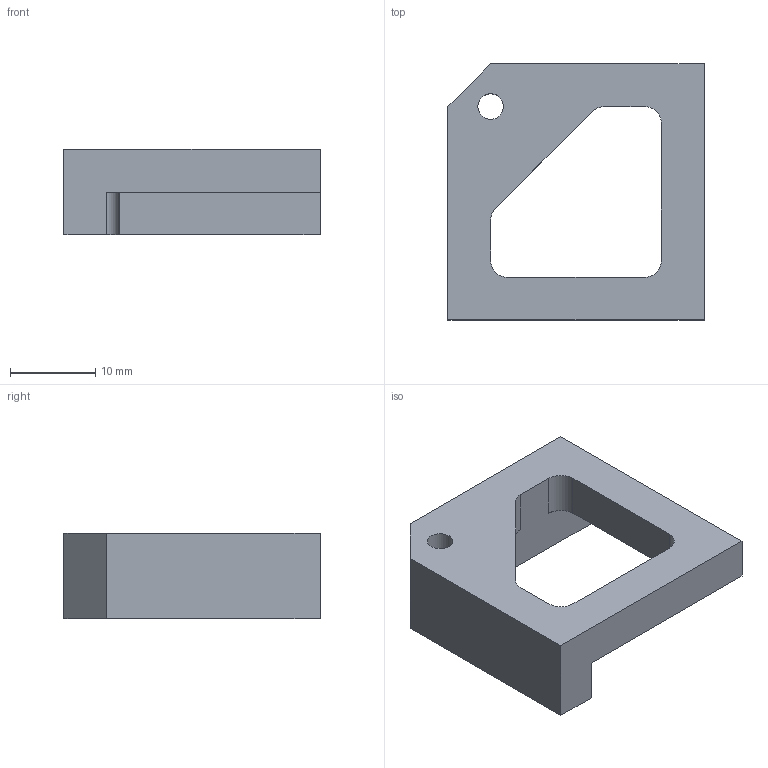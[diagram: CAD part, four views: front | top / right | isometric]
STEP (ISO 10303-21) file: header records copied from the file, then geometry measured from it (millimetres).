
FILE_DESCRIPTION( ( 'STEP AP203' ), '1' );
FILE_NAME( ' ', ' ', ( ' ' ), ( ' ' ), 'PSStep 10.0', ' ', ' ' );
FILE_SCHEMA( ( 'CONFIG_CONTROL_DESIGN' ) );
Length unit declared in the file: millimetre
Products named in the file (1): 1
Bounding box: 30 x 30 x 10 mm (x, y, z)
Volume: 4092.5 mm3; surface area: 2710.4 mm2
Topology: 1 solids, 1 shells, 20 faces, 59 edges, 39 vertices
Faces by surface type: plane 14, cylinder 6
Full cylindrical faces by diameter (mm): 3 x1
Entity records: 715 total; most frequent: CARTESIAN_POINT 118, ORIENTED_EDGE 116, DIRECTION 113, EDGE_CURVE 58, LINE 45, VECTOR 45, VERTEX_POINT 39, AXIS2_PLACEMENT_3D 34
